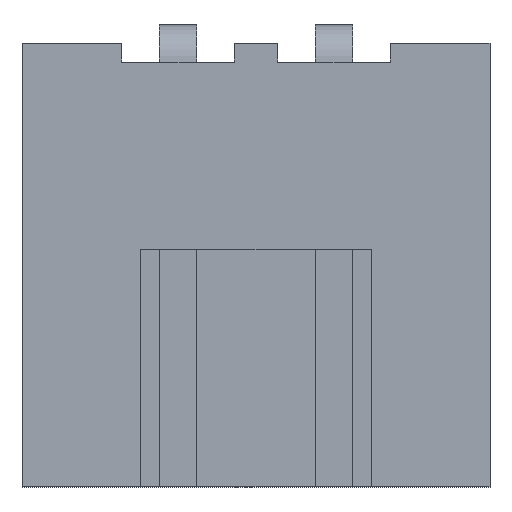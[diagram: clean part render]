
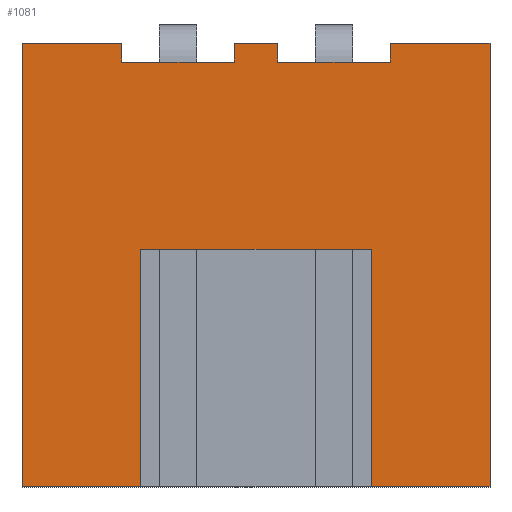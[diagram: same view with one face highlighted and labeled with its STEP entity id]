
A CAD part, top view. The second image highlights one B-rep face of the part: STEP entity #1081.
In plain terms, the highlighted planar face has unit normal (0, 0, 1).
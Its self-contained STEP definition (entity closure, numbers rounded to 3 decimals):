
#49=FACE_OUTER_BOUND('',#109,.T.);
#109=EDGE_LOOP('',(#813,#814,#815,#816,#817,#818,#819,#820,#821,#822,#823,
#824,#825,#826,#827,#828));
#195=LINE('',#1599,#335);
#200=LINE('',#1610,#340);
#204=LINE('',#1618,#344);
#208=LINE('',#1625,#348);
#210=LINE('',#1630,#350);
#214=LINE('',#1637,#354);
#215=LINE('',#1640,#355);
#216=LINE('',#1642,#356);
#217=LINE('',#1644,#357);
#218=LINE('',#1646,#358);
#219=LINE('',#1648,#359);
#220=LINE('',#1650,#360);
#221=LINE('',#1652,#361);
#222=LINE('',#1654,#362);
#223=LINE('',#1655,#363);
#224=LINE('',#1656,#364);
#335=VECTOR('',#1313,10.);
#340=VECTOR('',#1322,10.);
#344=VECTOR('',#1328,10.);
#348=VECTOR('',#1334,10.);
#350=VECTOR('',#1338,10.);
#354=VECTOR('',#1344,10.);
#355=VECTOR('',#1347,10.);
#356=VECTOR('',#1348,10.);
#357=VECTOR('',#1349,10.);
#358=VECTOR('',#1350,10.);
#359=VECTOR('',#1351,10.);
#360=VECTOR('',#1352,10.);
#361=VECTOR('',#1353,10.);
#362=VECTOR('',#1354,10.);
#363=VECTOR('',#1355,10.);
#364=VECTOR('',#1356,10.);
#468=VERTEX_POINT('',#1596);
#469=VERTEX_POINT('',#1598);
#472=VERTEX_POINT('',#1607);
#473=VERTEX_POINT('',#1609);
#475=VERTEX_POINT('',#1615);
#478=VERTEX_POINT('',#1622);
#479=VERTEX_POINT('',#1627);
#482=VERTEX_POINT('',#1634);
#483=VERTEX_POINT('',#1639);
#484=VERTEX_POINT('',#1641);
#485=VERTEX_POINT('',#1643);
#486=VERTEX_POINT('',#1645);
#487=VERTEX_POINT('',#1647);
#488=VERTEX_POINT('',#1649);
#489=VERTEX_POINT('',#1651);
#490=VERTEX_POINT('',#1653);
#587=EDGE_CURVE('',#469,#468,#195,.T.);
#592=EDGE_CURVE('',#473,#472,#200,.T.);
#596=EDGE_CURVE('',#472,#475,#204,.T.);
#600=EDGE_CURVE('',#478,#473,#208,.T.);
#602=EDGE_CURVE('',#468,#479,#210,.T.);
#606=EDGE_CURVE('',#482,#469,#214,.T.);
#607=EDGE_CURVE('',#483,#475,#215,.T.);
#608=EDGE_CURVE('',#484,#483,#216,.T.);
#609=EDGE_CURVE('',#485,#484,#217,.T.);
#610=EDGE_CURVE('',#485,#486,#218,.T.);
#611=EDGE_CURVE('',#486,#487,#219,.T.);
#612=EDGE_CURVE('',#487,#488,#220,.T.);
#613=EDGE_CURVE('',#489,#488,#221,.T.);
#614=EDGE_CURVE('',#489,#490,#222,.T.);
#615=EDGE_CURVE('',#482,#490,#223,.T.);
#616=EDGE_CURVE('',#478,#479,#224,.T.);
#813=ORIENTED_EDGE('',*,*,#600,.T.);
#814=ORIENTED_EDGE('',*,*,#592,.T.);
#815=ORIENTED_EDGE('',*,*,#596,.T.);
#816=ORIENTED_EDGE('',*,*,#607,.F.);
#817=ORIENTED_EDGE('',*,*,#608,.F.);
#818=ORIENTED_EDGE('',*,*,#609,.F.);
#819=ORIENTED_EDGE('',*,*,#610,.T.);
#820=ORIENTED_EDGE('',*,*,#611,.T.);
#821=ORIENTED_EDGE('',*,*,#612,.T.);
#822=ORIENTED_EDGE('',*,*,#613,.F.);
#823=ORIENTED_EDGE('',*,*,#614,.T.);
#824=ORIENTED_EDGE('',*,*,#615,.F.);
#825=ORIENTED_EDGE('',*,*,#606,.T.);
#826=ORIENTED_EDGE('',*,*,#587,.T.);
#827=ORIENTED_EDGE('',*,*,#602,.T.);
#828=ORIENTED_EDGE('',*,*,#616,.F.);
#1021=PLANE('',#1169);
#1081=ADVANCED_FACE('',(#49),#1021,.T.);
#1169=AXIS2_PLACEMENT_3D('',#1638,#1345,#1346);
#1313=DIRECTION('',(-1.,0.,0.));
#1322=DIRECTION('',(-1.,0.,0.));
#1328=DIRECTION('',(0.,1.,0.));
#1334=DIRECTION('',(0.,-1.,0.));
#1338=DIRECTION('',(0.,1.,0.));
#1344=DIRECTION('',(0.,-1.,0.));
#1345=DIRECTION('center_axis',(0.,0.,1.));
#1346=DIRECTION('ref_axis',(1.,0.,0.));
#1347=DIRECTION('',(1.,0.,0.));
#1348=DIRECTION('',(0.,1.,0.));
#1349=DIRECTION('',(-1.,0.,0.));
#1350=DIRECTION('',(0.,1.,0.));
#1351=DIRECTION('',(1.,0.,0.));
#1352=DIRECTION('',(0.,-1.,0.));
#1353=DIRECTION('',(-1.,0.,0.));
#1354=DIRECTION('',(0.,1.,0.));
#1355=DIRECTION('',(1.,0.,0.));
#1356=DIRECTION('',(1.,0.,0.));
#1596=CARTESIAN_POINT('',(0.35,6.8,2.9));
#1598=CARTESIAN_POINT('',(2.15,6.8,2.9));
#1599=CARTESIAN_POINT('',(-0.8,6.8,2.9));
#1607=CARTESIAN_POINT('',(-2.15,6.8,2.9));
#1609=CARTESIAN_POINT('',(-0.35,6.8,2.9));
#1610=CARTESIAN_POINT('',(-2.05,6.8,2.9));
#1615=CARTESIAN_POINT('',(-2.15,7.1,2.9));
#1618=CARTESIAN_POINT('',(-2.15,3.4,2.9));
#1622=CARTESIAN_POINT('',(-0.35,7.1,2.9));
#1625=CARTESIAN_POINT('',(-0.35,3.7,2.9));
#1627=CARTESIAN_POINT('',(0.35,7.1,2.9));
#1630=CARTESIAN_POINT('',(0.35,3.4,2.9));
#1634=CARTESIAN_POINT('',(2.15,7.1,2.9));
#1637=CARTESIAN_POINT('',(2.15,3.7,2.9));
#1638=CARTESIAN_POINT('Origin',(-3.75,0.,2.9));
#1639=CARTESIAN_POINT('',(-3.75,7.1,2.9));
#1640=CARTESIAN_POINT('',(3.75,7.1,2.9));
#1641=CARTESIAN_POINT('',(-3.75,0.,2.9));
#1642=CARTESIAN_POINT('',(-3.75,0.,2.9));
#1643=CARTESIAN_POINT('',(-1.85,0.,2.9));
#1644=CARTESIAN_POINT('',(3.75,0.,2.9));
#1645=CARTESIAN_POINT('',(-1.85,3.8,2.9));
#1646=CARTESIAN_POINT('',(-1.85,0.,2.9));
#1647=CARTESIAN_POINT('',(1.85,3.8,2.9));
#1648=CARTESIAN_POINT('',(-1.875,3.8,2.9));
#1649=CARTESIAN_POINT('',(1.85,0.,2.9));
#1650=CARTESIAN_POINT('',(1.85,0.,2.9));
#1651=CARTESIAN_POINT('',(3.75,0.,2.9));
#1652=CARTESIAN_POINT('',(3.75,0.,2.9));
#1653=CARTESIAN_POINT('',(3.75,7.1,2.9));
#1654=CARTESIAN_POINT('',(3.75,0.,2.9));
#1655=CARTESIAN_POINT('',(3.75,7.1,2.9));
#1656=CARTESIAN_POINT('',(3.75,7.1,2.9));
